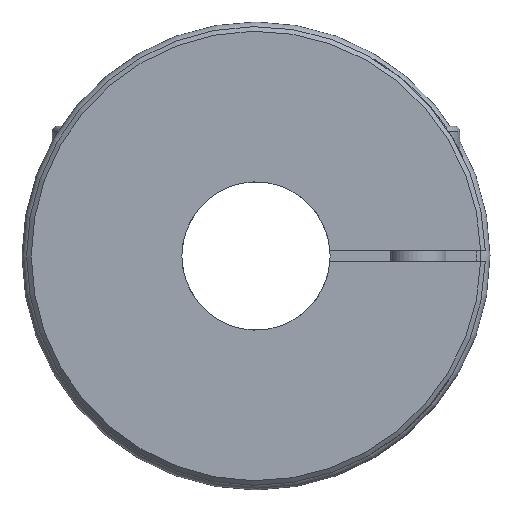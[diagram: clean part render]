
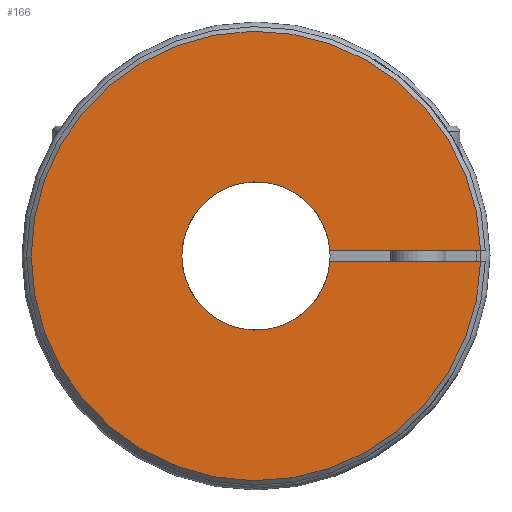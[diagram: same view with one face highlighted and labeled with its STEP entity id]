
A CAD part, left-side view. The second image highlights one B-rep face of the part: STEP entity #166.
In plain terms, the highlighted planar face has unit normal (-1, 0, 0).
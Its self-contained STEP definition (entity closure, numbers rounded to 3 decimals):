
#166 = ADVANCED_FACE( '', ( #435 ), #436, .F. );
#435 = FACE_OUTER_BOUND( '', #862, .T. );
#436 = PLANE( '', #863 );
#862 = EDGE_LOOP( '', ( #1347, #1348, #1349, #1350 ) );
#863 = AXIS2_PLACEMENT_3D( '', #1351, #1352, #1353 );
#1347 = ORIENTED_EDGE( '', *, *, #2148, .T. );
#1348 = ORIENTED_EDGE( '', *, *, #2155, .T. );
#1349 = ORIENTED_EDGE( '', *, *, #2156, .T. );
#1350 = ORIENTED_EDGE( '', *, *, #2157, .F. );
#1351 = CARTESIAN_POINT( '', ( -45.5, 0., 0. ) );
#1352 = DIRECTION( '', ( 1., 0., 0. ) );
#1353 = DIRECTION( '', ( 0., 0., 1. ) );
#2148 = EDGE_CURVE( '', #2504, #2502, #2505, .T. );
#2155 = EDGE_CURVE( '', #2502, #2516, #2517, .T. );
#2156 = EDGE_CURVE( '', #2516, #2518, #2519, .T. );
#2157 = EDGE_CURVE( '', #2504, #2518, #2520, .T. );
#2502 = VERTEX_POINT( '', #3427 );
#2504 = VERTEX_POINT( '', #3430 );
#2505 = LINE( '', #3431, #3432 );
#2516 = VERTEX_POINT( '', #3448 );
#2517 = CIRCLE( '', #3449, 48.5 );
#2518 = VERTEX_POINT( '', #3450 );
#2519 = LINE( '', #3451, #3452 );
#2520 = CIRCLE( '', #3453, 16. );
#3427 = CARTESIAN_POINT( '', ( -45.5, -48.485, 1.2 ) );
#3430 = CARTESIAN_POINT( '', ( -45.5, -15.955, 1.2 ) );
#3431 = CARTESIAN_POINT( '', ( -45.5, -21.967, 1.2 ) );
#3432 = VECTOR( '', #5000, 1000. );
#3448 = CARTESIAN_POINT( '', ( -45.5, -48.485, -1.2 ) );
#3449 = AXIS2_PLACEMENT_3D( '', #5006, #5007, #5008 );
#3450 = CARTESIAN_POINT( '', ( -45.5, -15.955, -1.2 ) );
#3451 = CARTESIAN_POINT( '', ( -45.5, -21.967, -1.2 ) );
#3452 = VECTOR( '', #5009, 1000. );
#3453 = AXIS2_PLACEMENT_3D( '', #5010, #5011, #5012 );
#5000 = DIRECTION( '', ( 0., -1., 0. ) );
#5006 = CARTESIAN_POINT( '', ( -45.5, 0., 0. ) );
#5007 = DIRECTION( '', ( -1., 0., 0. ) );
#5008 = DIRECTION( '', ( 0., 1., 0. ) );
#5009 = DIRECTION( '', ( 0., 1., 0. ) );
#5010 = CARTESIAN_POINT( '', ( -45.5, 0., 0. ) );
#5011 = DIRECTION( '', ( -1., 0., 0. ) );
#5012 = DIRECTION( '', ( 0., -1., 0. ) );
